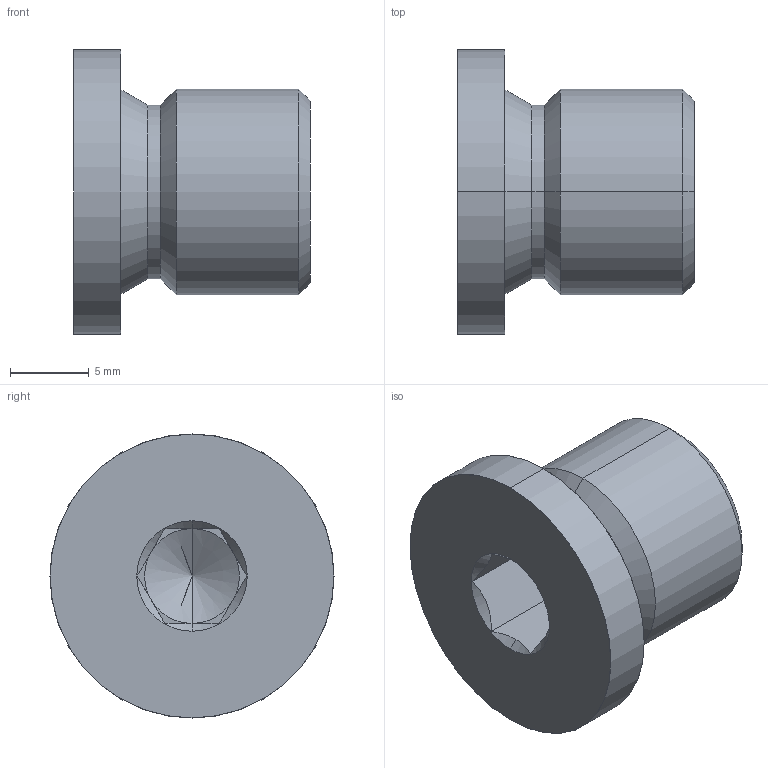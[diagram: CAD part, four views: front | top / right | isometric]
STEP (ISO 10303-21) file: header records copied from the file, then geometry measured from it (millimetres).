
FILE_DESCRIPTION(/* description */ ('VariCAD 2016-1.04 AP-214'),/* implementation_level */ '2;1');
FILE_NAME(/* name */ 'vs_14_ms.stp',/* time_stamp */ '2016-06-16T08:52:21+02:00',/* author */ (''),/* organization */ (''),/* preprocessor_version */ 'ST-DEVELOPER v14',/* originating_system */ 'VariCAD 2016-1.04; kernel version (20130303)',/* authorisation */ '');
FILE_SCHEMA (('AUTOMOTIVE_DESIGN'));
Length unit declared in the file: millimetre
Products named in the file (2): vs_14_ms; 731-14 hnlich DIN 908
Assembly tree (1 placements, depth 2):
  vs_14_ms
    731-14 hnlich DIN 908
Bounding box: 15 x 18 x 18 mm (x, y, z)
Volume: 1915.9 mm3; surface area: 1381.3 mm2
Topology: 1 solids, 1 shells, 37 faces, 80 edges, 45 vertices
Faces by surface type: plane 15, cone 14, cylinder 8
Entity records: 1056 total; most frequent: CARTESIAN_POINT 208, DIRECTION 182, ORIENTED_EDGE 156, EDGE_CURVE 78, AXIS2_PLACEMENT_3D 71, VERTEX_POINT 45, LINE 40, VECTOR 40
